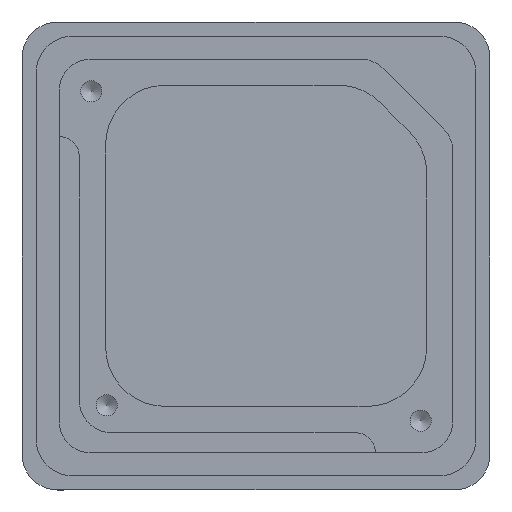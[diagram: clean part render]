
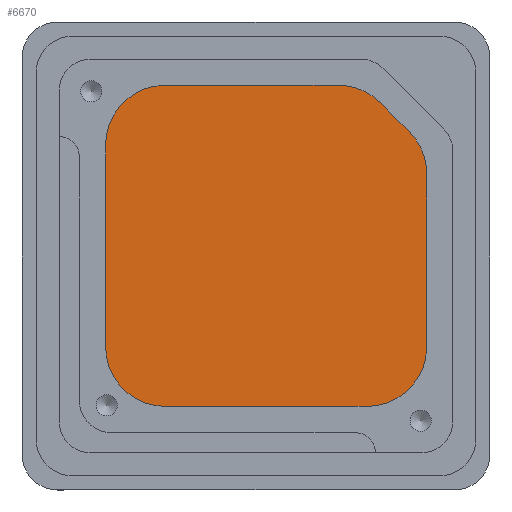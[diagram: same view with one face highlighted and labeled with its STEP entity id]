
A CAD part, front view. The second image highlights one B-rep face of the part: STEP entity #6670.
In plain terms, the highlighted planar face has unit normal (0, -1, 0).
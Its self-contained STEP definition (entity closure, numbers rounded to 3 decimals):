
#344=PLANE('',#7147);
#799=FACE_OUTER_BOUND('',#1180,.T.);
#1180=EDGE_LOOP('',(#5296,#5297,#5298,#5299,#5300,#5301,#5302,#5303,#5304,
#5305));
#1752=LINE('',#10146,#2455);
#1755=LINE('',#10154,#2458);
#1758=LINE('',#10162,#2461);
#1761=LINE('',#10170,#2464);
#1764=LINE('',#10177,#2467);
#2455=VECTOR('',#8022,1000.);
#2458=VECTOR('',#8031,1000.);
#2461=VECTOR('',#8040,1000.);
#2464=VECTOR('',#8049,1000.);
#2467=VECTOR('',#8058,1000.);
#2955=CIRCLE('',#7133,6.35);
#2956=CIRCLE('',#7136,6.35);
#2957=CIRCLE('',#7139,6.35);
#2958=CIRCLE('',#7142,6.35);
#2959=CIRCLE('',#7145,6.35);
#3330=VERTEX_POINT('',#10139);
#3331=VERTEX_POINT('',#10140);
#3332=VERTEX_POINT('',#10145);
#3333=VERTEX_POINT('',#10149);
#3334=VERTEX_POINT('',#10153);
#3335=VERTEX_POINT('',#10157);
#3336=VERTEX_POINT('',#10161);
#3337=VERTEX_POINT('',#10165);
#3338=VERTEX_POINT('',#10169);
#3339=VERTEX_POINT('',#10173);
#4066=EDGE_CURVE('',#3330,#3331,#2955,.T.);
#4069=EDGE_CURVE('',#3331,#3332,#1752,.T.);
#4071=EDGE_CURVE('',#3332,#3333,#2956,.T.);
#4073=EDGE_CURVE('',#3333,#3334,#1755,.T.);
#4075=EDGE_CURVE('',#3334,#3335,#2957,.T.);
#4077=EDGE_CURVE('',#3335,#3336,#1758,.T.);
#4079=EDGE_CURVE('',#3336,#3337,#2958,.T.);
#4081=EDGE_CURVE('',#3337,#3338,#1761,.T.);
#4083=EDGE_CURVE('',#3338,#3339,#2959,.T.);
#4085=EDGE_CURVE('',#3339,#3330,#1764,.T.);
#5296=ORIENTED_EDGE('',*,*,#4066,.F.);
#5297=ORIENTED_EDGE('',*,*,#4085,.F.);
#5298=ORIENTED_EDGE('',*,*,#4083,.F.);
#5299=ORIENTED_EDGE('',*,*,#4081,.F.);
#5300=ORIENTED_EDGE('',*,*,#4079,.F.);
#5301=ORIENTED_EDGE('',*,*,#4077,.F.);
#5302=ORIENTED_EDGE('',*,*,#4075,.F.);
#5303=ORIENTED_EDGE('',*,*,#4073,.F.);
#5304=ORIENTED_EDGE('',*,*,#4071,.F.);
#5305=ORIENTED_EDGE('',*,*,#4069,.F.);
#6670=ADVANCED_FACE('',(#799),#344,.T.);
#7133=AXIS2_PLACEMENT_3D('',#10141,#8016,#8017);
#7136=AXIS2_PLACEMENT_3D('',#10150,#8026,#8027);
#7139=AXIS2_PLACEMENT_3D('',#10158,#8035,#8036);
#7142=AXIS2_PLACEMENT_3D('',#10166,#8044,#8045);
#7145=AXIS2_PLACEMENT_3D('',#10174,#8053,#8054);
#7147=AXIS2_PLACEMENT_3D('',#10178,#8059,#8060);
#8016=DIRECTION('center_axis',(0.,1.,0.));
#8017=DIRECTION('ref_axis',(0.,0.,-1.));
#8022=DIRECTION('',(0.,0.,1.));
#8026=DIRECTION('center_axis',(0.,1.,0.));
#8027=DIRECTION('ref_axis',(0.,0.,-1.));
#8031=DIRECTION('',(1.,0.,0.));
#8035=DIRECTION('center_axis',(0.,1.,0.));
#8036=DIRECTION('ref_axis',(0.,0.,-1.));
#8040=DIRECTION('',(0.707,0.,-0.707));
#8044=DIRECTION('center_axis',(0.,1.,0.));
#8045=DIRECTION('ref_axis',(0.,0.,-1.));
#8049=DIRECTION('',(0.,0.,-1.));
#8053=DIRECTION('center_axis',(0.,1.,0.));
#8054=DIRECTION('ref_axis',(0.,0.,-1.));
#8058=DIRECTION('',(-1.,0.,0.));
#8059=DIRECTION('center_axis',(0.,-1.,0.));
#8060=DIRECTION('ref_axis',(0.,0.,-1.));
#10139=CARTESIAN_POINT('',(-48.685,13.694,-1.698));
#10140=CARTESIAN_POINT('',(-55.035,13.694,4.652));
#10141=CARTESIAN_POINT('Origin',(-48.685,13.694,4.652));
#10145=CARTESIAN_POINT('',(-55.035,13.694,26.115));
#10146=CARTESIAN_POINT('',(-55.035,13.694,26.115));
#10149=CARTESIAN_POINT('',(-48.685,13.694,32.465));
#10150=CARTESIAN_POINT('Origin',(-48.685,13.694,26.115));
#10153=CARTESIAN_POINT('',(-30.298,13.694,32.465));
#10154=CARTESIAN_POINT('',(-30.298,13.694,32.465));
#10157=CARTESIAN_POINT('',(-25.808,13.694,30.605));
#10158=CARTESIAN_POINT('Origin',(-30.298,13.694,26.115));
#10161=CARTESIAN_POINT('',(-22.732,13.694,27.53));
#10162=CARTESIAN_POINT('',(-25.808,13.694,30.605));
#10165=CARTESIAN_POINT('',(-20.872,13.694,23.04));
#10166=CARTESIAN_POINT('Origin',(-27.222,13.694,23.04));
#10169=CARTESIAN_POINT('',(-20.872,13.694,4.652));
#10170=CARTESIAN_POINT('',(-20.872,13.694,4.652));
#10173=CARTESIAN_POINT('',(-27.222,13.694,-1.698));
#10174=CARTESIAN_POINT('Origin',(-27.222,13.694,4.652));
#10177=CARTESIAN_POINT('',(-48.685,13.694,-1.698));
#10178=CARTESIAN_POINT('Origin',(-14.141,13.694,-10.588));
